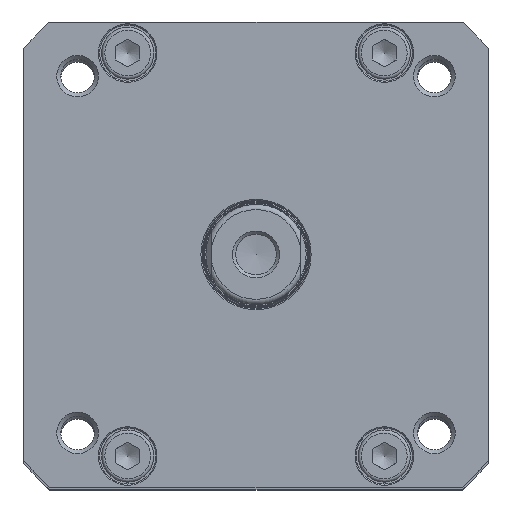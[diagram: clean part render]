
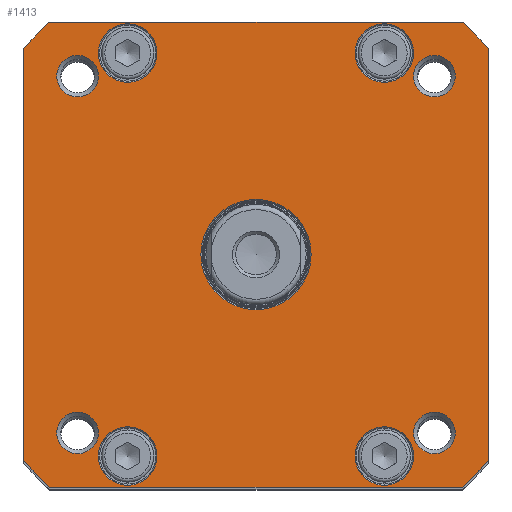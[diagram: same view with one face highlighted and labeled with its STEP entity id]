
A CAD part, top view. The second image highlights one B-rep face of the part: STEP entity #1413.
In plain terms, the highlighted planar face has unit normal (0, 0, 1).
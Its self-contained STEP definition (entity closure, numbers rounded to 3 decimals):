
#1239=CARTESIAN_POINT('',(0.,0.,117.));
#1240=DIRECTION('',(0.0,0.0,-1.0));
#1241=DIRECTION('',(-1.0,0.0,0.0));
#1242=AXIS2_PLACEMENT_3D('',#1239,#1240,#1241);
#1243=PLANE('',#1242);
#1244=CARTESIAN_POINT('',(-51.403,58.,117.));
#1245=VERTEX_POINT('',#1244);
#1246=CARTESIAN_POINT('',(51.403,58.,117.));
#1247=VERTEX_POINT('',#1246);
#1248=CARTESIAN_POINT('',(-51.403,58.,117.));
#1249=DIRECTION('',(1.0,0.0,0.0));
#1250=VECTOR('',#1249,102.806);
#1251=LINE('',#1248,#1250);
#1252=EDGE_CURVE('',#1245,#1247,#1251,.T.);
#1253=ORIENTED_EDGE('',*,*,#1252,.F.);
#1254=CARTESIAN_POINT('',(-58.,51.403,117.));
#1255=VERTEX_POINT('',#1254);
#1256=CARTESIAN_POINT('',(0.0,0.,117.));
#1257=DIRECTION('',(0.0,0.0,-1.0));
#1258=DIRECTION('',(-0.748,0.663,0.0));
#1259=AXIS2_PLACEMENT_3D('',#1256,#1257,#1258);
#1260=CIRCLE('',#1259,77.5);
#1261=EDGE_CURVE('',#1255,#1245,#1260,.T.);
#1262=ORIENTED_EDGE('',*,*,#1261,.F.);
#1263=CARTESIAN_POINT('',(-58.,-51.403,117.));
#1264=VERTEX_POINT('',#1263);
#1265=CARTESIAN_POINT('',(-58.,-51.403,117.));
#1266=DIRECTION('',(0.0,1.0,0.0));
#1267=VECTOR('',#1266,102.806);
#1268=LINE('',#1265,#1267);
#1269=EDGE_CURVE('',#1264,#1255,#1268,.T.);
#1270=ORIENTED_EDGE('',*,*,#1269,.F.);
#1271=CARTESIAN_POINT('',(-51.403,-58.,117.));
#1272=VERTEX_POINT('',#1271);
#1273=CARTESIAN_POINT('',(0.0,0.,117.));
#1274=DIRECTION('',(0.0,0.0,-1.0));
#1275=DIRECTION('',(-0.663,-0.748,0.0));
#1276=AXIS2_PLACEMENT_3D('',#1273,#1274,#1275);
#1277=CIRCLE('',#1276,77.5);
#1278=EDGE_CURVE('',#1272,#1264,#1277,.T.);
#1279=ORIENTED_EDGE('',*,*,#1278,.F.);
#1280=CARTESIAN_POINT('',(51.403,-58.,117.));
#1281=VERTEX_POINT('',#1280);
#1282=CARTESIAN_POINT('',(51.403,-58.,117.));
#1283=DIRECTION('',(-1.0,0.0,0.0));
#1284=VECTOR('',#1283,102.806);
#1285=LINE('',#1282,#1284);
#1286=EDGE_CURVE('',#1281,#1272,#1285,.T.);
#1287=ORIENTED_EDGE('',*,*,#1286,.F.);
#1288=CARTESIAN_POINT('',(58.,-51.403,117.));
#1289=VERTEX_POINT('',#1288);
#1290=CARTESIAN_POINT('',(0.0,0.,117.));
#1291=DIRECTION('',(0.0,0.0,-1.0));
#1292=DIRECTION('',(0.748,-0.663,0.0));
#1293=AXIS2_PLACEMENT_3D('',#1290,#1291,#1292);
#1294=CIRCLE('',#1293,77.5);
#1295=EDGE_CURVE('',#1289,#1281,#1294,.T.);
#1296=ORIENTED_EDGE('',*,*,#1295,.F.);
#1297=CARTESIAN_POINT('',(58.,51.403,117.));
#1298=VERTEX_POINT('',#1297);
#1299=CARTESIAN_POINT('',(58.,51.403,117.));
#1300=DIRECTION('',(0.0,-1.0,0.0));
#1301=VECTOR('',#1300,102.806);
#1302=LINE('',#1299,#1301);
#1303=EDGE_CURVE('',#1298,#1289,#1302,.T.);
#1304=ORIENTED_EDGE('',*,*,#1303,.F.);
#1305=CARTESIAN_POINT('',(0.0,0.,117.));
#1306=DIRECTION('',(0.0,0.0,-1.0));
#1307=DIRECTION('',(0.663,0.748,0.0));
#1308=AXIS2_PLACEMENT_3D('',#1305,#1306,#1307);
#1309=CIRCLE('',#1308,77.5);
#1310=EDGE_CURVE('',#1247,#1298,#1309,.T.);
#1311=ORIENTED_EDGE('',*,*,#1310,.F.);
#1312=EDGE_LOOP('',(#1253,#1262,#1270,#1279,#1287,#1296,#1304,#1311));
#1313=FACE_OUTER_BOUND('',#1312,.T.);
#1314=CARTESIAN_POINT('',(0.,-13.75,117.));
#1315=VERTEX_POINT('',#1314);
#1316=CARTESIAN_POINT('',(0.0,0.,117.));
#1317=DIRECTION('',(0.0,0.0,1.0));
#1318=DIRECTION('',(0.0,1.0,0.0));
#1319=AXIS2_PLACEMENT_3D('',#1316,#1317,#1318);
#1320=CIRCLE('',#1319,13.75);
#1321=EDGE_CURVE('',#1315,#1315,#1320,.T.);
#1322=ORIENTED_EDGE('',*,*,#1321,.F.);
#1323=EDGE_LOOP('',(#1322));
#1324=FACE_BOUND('',#1323,.T.);
#1325=CARTESIAN_POINT('',(-49.688,44.5,117.));
#1326=VERTEX_POINT('',#1325);
#1327=CARTESIAN_POINT('',(-44.5,44.5,117.));
#1328=DIRECTION('',(0.0,0.0,1.0));
#1329=DIRECTION('',(1.0,0.0,0.0));
#1330=AXIS2_PLACEMENT_3D('',#1327,#1328,#1329);
#1331=CIRCLE('',#1330,5.188);
#1332=EDGE_CURVE('',#1326,#1326,#1331,.T.);
#1333=ORIENTED_EDGE('',*,*,#1332,.F.);
#1334=EDGE_LOOP('',(#1333));
#1335=FACE_BOUND('',#1334,.T.);
#1336=CARTESIAN_POINT('',(39.312,-44.5,117.));
#1337=VERTEX_POINT('',#1336);
#1338=CARTESIAN_POINT('',(44.5,-44.5,117.));
#1339=DIRECTION('',(0.0,0.0,1.0));
#1340=DIRECTION('',(1.0,0.0,0.0));
#1341=AXIS2_PLACEMENT_3D('',#1338,#1339,#1340);
#1342=CIRCLE('',#1341,5.188);
#1343=EDGE_CURVE('',#1337,#1337,#1342,.T.);
#1344=ORIENTED_EDGE('',*,*,#1343,.F.);
#1345=EDGE_LOOP('',(#1344));
#1346=FACE_BOUND('',#1345,.T.);
#1347=CARTESIAN_POINT('',(24.7,-50.25,117.));
#1348=VERTEX_POINT('',#1347);
#1349=CARTESIAN_POINT('',(32.,-50.25,117.));
#1350=DIRECTION('',(0.0,0.0,1.0));
#1351=DIRECTION('',(1.0,0.0,0.0));
#1352=AXIS2_PLACEMENT_3D('',#1349,#1350,#1351);
#1353=CIRCLE('',#1352,7.3);
#1354=EDGE_CURVE('',#1348,#1348,#1353,.T.);
#1355=ORIENTED_EDGE('',*,*,#1354,.F.);
#1356=EDGE_LOOP('',(#1355));
#1357=FACE_BOUND('',#1356,.T.);
#1358=CARTESIAN_POINT('',(-39.3,50.25,117.));
#1359=VERTEX_POINT('',#1358);
#1360=CARTESIAN_POINT('',(-32.,50.25,117.));
#1361=DIRECTION('',(0.0,0.0,1.0));
#1362=DIRECTION('',(1.0,0.0,0.0));
#1363=AXIS2_PLACEMENT_3D('',#1360,#1361,#1362);
#1364=CIRCLE('',#1363,7.3);
#1365=EDGE_CURVE('',#1359,#1359,#1364,.T.);
#1366=ORIENTED_EDGE('',*,*,#1365,.F.);
#1367=EDGE_LOOP('',(#1366));
#1368=FACE_BOUND('',#1367,.T.);
#1369=CARTESIAN_POINT('',(24.7,50.25,117.));
#1370=VERTEX_POINT('',#1369);
#1371=CARTESIAN_POINT('',(32.,50.25,117.));
#1372=DIRECTION('',(0.0,0.0,1.0));
#1373=DIRECTION('',(1.0,0.0,0.0));
#1374=AXIS2_PLACEMENT_3D('',#1371,#1372,#1373);
#1375=CIRCLE('',#1374,7.3);
#1376=EDGE_CURVE('',#1370,#1370,#1375,.T.);
#1377=ORIENTED_EDGE('',*,*,#1376,.F.);
#1378=EDGE_LOOP('',(#1377));
#1379=FACE_BOUND('',#1378,.T.);
#1380=CARTESIAN_POINT('',(-39.3,-50.25,117.));
#1381=VERTEX_POINT('',#1380);
#1382=CARTESIAN_POINT('',(-32.,-50.25,117.));
#1383=DIRECTION('',(0.0,0.0,1.0));
#1384=DIRECTION('',(1.0,0.0,0.0));
#1385=AXIS2_PLACEMENT_3D('',#1382,#1383,#1384);
#1386=CIRCLE('',#1385,7.3);
#1387=EDGE_CURVE('',#1381,#1381,#1386,.T.);
#1388=ORIENTED_EDGE('',*,*,#1387,.F.);
#1389=EDGE_LOOP('',(#1388));
#1390=FACE_BOUND('',#1389,.T.);
#1391=CARTESIAN_POINT('',(39.312,44.5,117.));
#1392=VERTEX_POINT('',#1391);
#1393=CARTESIAN_POINT('',(44.5,44.5,117.));
#1394=DIRECTION('',(0.0,0.0,1.0));
#1395=DIRECTION('',(1.0,0.0,0.0));
#1396=AXIS2_PLACEMENT_3D('',#1393,#1394,#1395);
#1397=CIRCLE('',#1396,5.188);
#1398=EDGE_CURVE('',#1392,#1392,#1397,.T.);
#1399=ORIENTED_EDGE('',*,*,#1398,.F.);
#1400=EDGE_LOOP('',(#1399));
#1401=FACE_BOUND('',#1400,.T.);
#1402=CARTESIAN_POINT('',(-49.688,-44.5,117.));
#1403=VERTEX_POINT('',#1402);
#1404=CARTESIAN_POINT('',(-44.5,-44.5,117.));
#1405=DIRECTION('',(0.0,0.0,1.0));
#1406=DIRECTION('',(1.0,0.0,0.0));
#1407=AXIS2_PLACEMENT_3D('',#1404,#1405,#1406);
#1408=CIRCLE('',#1407,5.188);
#1409=EDGE_CURVE('',#1403,#1403,#1408,.T.);
#1410=ORIENTED_EDGE('',*,*,#1409,.F.);
#1411=EDGE_LOOP('',(#1410));
#1412=FACE_BOUND('',#1411,.T.);
#1413=ADVANCED_FACE('',(#1313,#1324,#1335,#1346,#1357,#1368,#1379,#1390,#1401,#1412),#1243,.F.);
